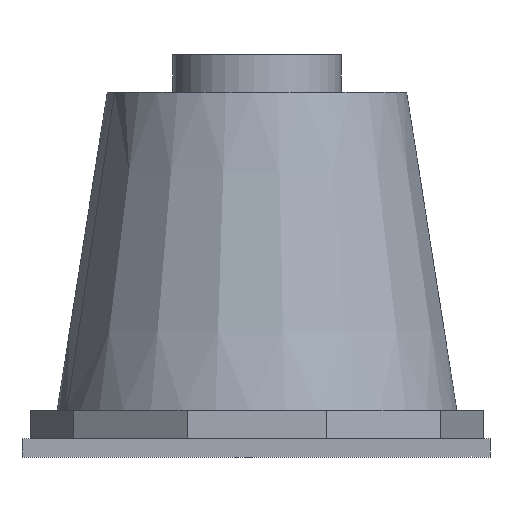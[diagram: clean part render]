
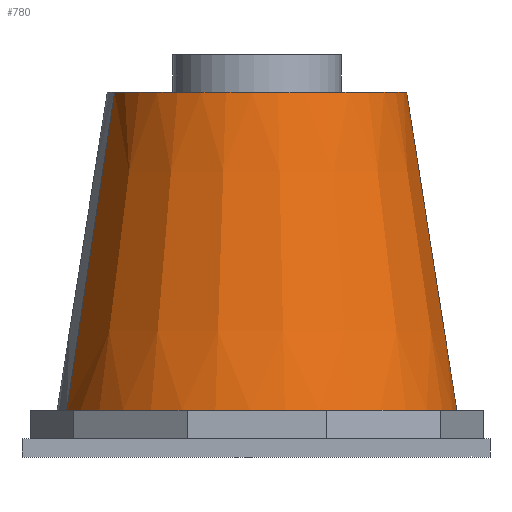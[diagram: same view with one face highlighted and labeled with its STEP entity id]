
A CAD part, front view. The second image highlights one B-rep face of the part: STEP entity #780.
In plain terms, the highlighted conical face has half-angle 8.973 degrees and reference radius 110 mm.
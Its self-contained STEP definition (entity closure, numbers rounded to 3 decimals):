
#2 = VERTEX_POINT ( 'NONE', #114 ) ;
#10 = AXIS2_PLACEMENT_3D ( 'NONE', #323, #624, #628 ) ;
#18 = AXIS2_PLACEMENT_3D ( 'NONE', #52, #539, #613 ) ;
#28 = ORIENTED_EDGE ( 'NONE', *, *, #455, .F. ) ;
#33 = VERTEX_POINT ( 'NONE', #283 ) ;
#52 = CARTESIAN_POINT ( 'NONE',  ( 21.838, -53.837, 185. ) ) ;
#63 = CARTESIAN_POINT ( 'NONE',  ( -79.775, -86.853, 15. ) ) ;
#79 = CIRCLE ( 'NONE', #540, 106.842 ) ;
#114 = CARTESIAN_POINT ( 'NONE',  ( 123.451, -20.821, 15. ) ) ;
#128 = EDGE_CURVE ( 'NONE', #33, #485, #378, .T. ) ;
#203 = VECTOR ( 'NONE', #807, 1000. ) ;
#227 = EDGE_CURVE ( 'NONE', #485, #795, #646, .T. ) ;
#229 = ORIENTED_EDGE ( 'NONE', *, *, #128, .T. ) ;
#283 = CARTESIAN_POINT ( 'NONE',  ( 97.922, -29.116, 185. ) ) ;
#297 = CARTESIAN_POINT ( 'NONE',  ( 21.838, -53.837, 15. ) ) ;
#316 = DIRECTION ( 'NONE',  ( -0.951, -0.309, 0. ) ) ;
#323 = CARTESIAN_POINT ( 'NONE',  ( 21.838, -53.837, -5. ) ) ;
#371 = CARTESIAN_POINT ( 'NONE',  ( -82.778, -87.829, -5. ) ) ;
#373 = DIRECTION ( 'NONE',  ( 0.148, 0.048, -0.988 ) ) ;
#378 = CIRCLE ( 'NONE', #18, 80. ) ;
#408 = CONICAL_SURFACE ( 'NONE', #10, 110., 0.157 ) ;
#428 = CARTESIAN_POINT ( 'NONE',  ( -54.247, -78.559, 185. ) ) ;
#455 = EDGE_CURVE ( 'NONE', #33, #2, #816, .T. ) ;
#485 = VERTEX_POINT ( 'NONE', #428 ) ;
#539 = DIRECTION ( 'NONE',  ( 0., 0., -1. ) ) ;
#540 = AXIS2_PLACEMENT_3D ( 'NONE', #297, #815, #316 ) ;
#567 = CARTESIAN_POINT ( 'NONE',  ( 126.454, -19.846, -5. ) ) ;
#613 = DIRECTION ( 'NONE',  ( 0.951, 0.309, 0. ) ) ;
#624 = DIRECTION ( 'NONE',  ( 0., 0., -1. ) ) ;
#628 = DIRECTION ( 'NONE',  ( 0.951, 0.309, 0. ) ) ;
#632 = ORIENTED_EDGE ( 'NONE', *, *, #757, .T. ) ;
#641 = FACE_OUTER_BOUND ( 'NONE', #718, .T. ) ;
#646 = LINE ( 'NONE', #371, #203 ) ;
#665 = VECTOR ( 'NONE', #373, 1000. ) ;
#667 = ORIENTED_EDGE ( 'NONE', *, *, #227, .T. ) ;
#718 = EDGE_LOOP ( 'NONE', ( #229, #667, #632, #28 ) ) ;
#757 = EDGE_CURVE ( 'NONE', #795, #2, #79, .T. ) ;
#780 = ADVANCED_FACE ( 'NONE', ( #641 ), #408, .T. ) ;
#795 = VERTEX_POINT ( 'NONE', #63 ) ;
#807 = DIRECTION ( 'NONE',  ( -0.148, -0.048, -0.988 ) ) ;
#815 = DIRECTION ( 'NONE',  ( 0., 0., 1. ) ) ;
#816 = LINE ( 'NONE', #567, #665 ) ;
